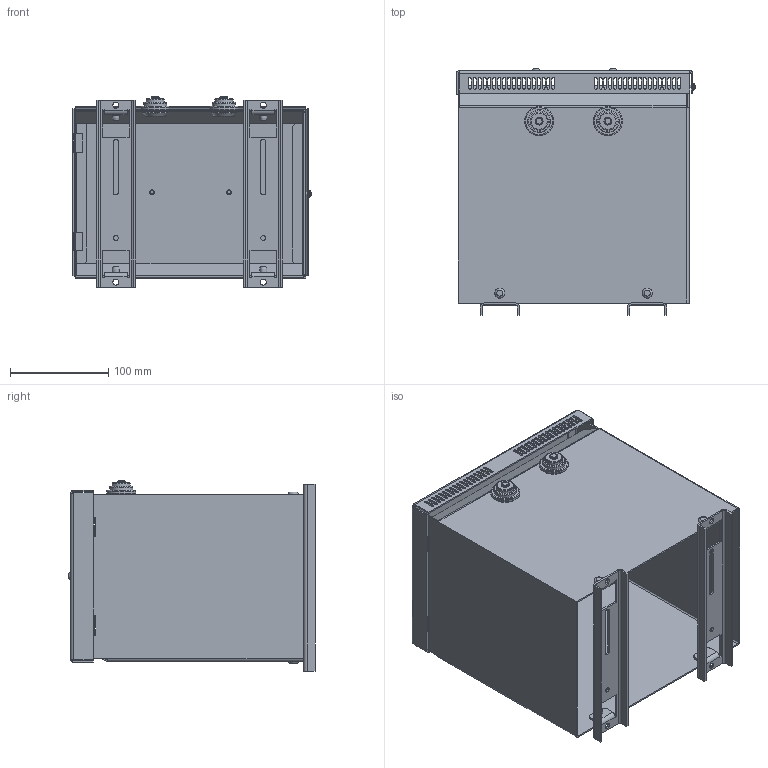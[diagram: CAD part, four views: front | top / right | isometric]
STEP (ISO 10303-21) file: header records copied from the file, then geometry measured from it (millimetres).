
FILE_DESCRIPTION(/* description */ (''),/* implementation_level */ '2;1');
FILE_NAME(/* name */ 'AUTW3.15.stp',/* time_stamp */ '2024-01-02T09:34:07+01:00',/* author */ ('ops'),/* organization */ (''),/* preprocessor_version */ 'ST-DEVELOPER v16.13',/* originating_system */ 'Autodesk Inventor 2018',/* authorisation */ '');
FILE_SCHEMA (('AUTOMOTIVE_DESIGN { 1 0 10303 214 3 1 1 }'));
Length unit declared in the file: millimetre
Products named in the file (10): CAJ04C23_RC30_IP23; Cuerpo caja RC30 IP23_simplificado; Tapa caja RC30 IP23_simplificado; Pie caja RC30 IP23_simplificado; Etiqueta de aluminio pequeña; Pasacables PG16; Blind Rivet GB/T 12615.1-2004 4.8 X 10.5; Blind Rivet GB_T 12615.2-2004 3.2 X 9; AS 1427 - M3 x 5; ANSI B18.22M - 3 N
Assembly tree (15 placements, depth 2):
  CAJ04C23_RC30_IP23
    Cuerpo caja RC30 IP23_simplificado
    Tapa caja RC30 IP23_simplificado
    Pie caja RC30 IP23_simplificado  x2
    Etiqueta de aluminio pequeña
    Pasacables PG16  x2
    Blind Rivet GB/T 12615.1-2004 4.8 X 10.5  x4
    Blind Rivet GB_T 12615.2-2004 3.2 X 9  x2
    AS 1427 - M3 x 5
    ANSI B18.22M - 3 N
Bounding box: 243.04 x 250.3 x 193.5 mm (x, y, z)
Volume: 410271.4 mm3; surface area: 554486.4 mm2
Topology: 15 solids, 15 shells, 734 faces, 1860 edges, 1189 vertices
Faces by surface type: plane 428, cylinder 260, torus 23, cone 16, bspline 6, sphere 1
Full cylindrical faces by diameter (mm): 2.693 x1, 3 x5, 3.2 x2, 3.5 x1, 4 x2, 4.8 x4, 5 x10, 6 x6, 7 x1, 8 x2, 16.5 x2, 18.5 x2, 21.5 x4, 22 x2, 23.5 x4, 27.5 x2, 29.5 x2
Entity records: 19256 total; most frequent: CARTESIAN_POINT 3333, DIRECTION 3284, ORIENTED_EDGE 3088, EDGE_CURVE 1544, AXIS2_PLACEMENT_3D 1135, VERTEX_POINT 1020, LINE 1014, VECTOR 1014
